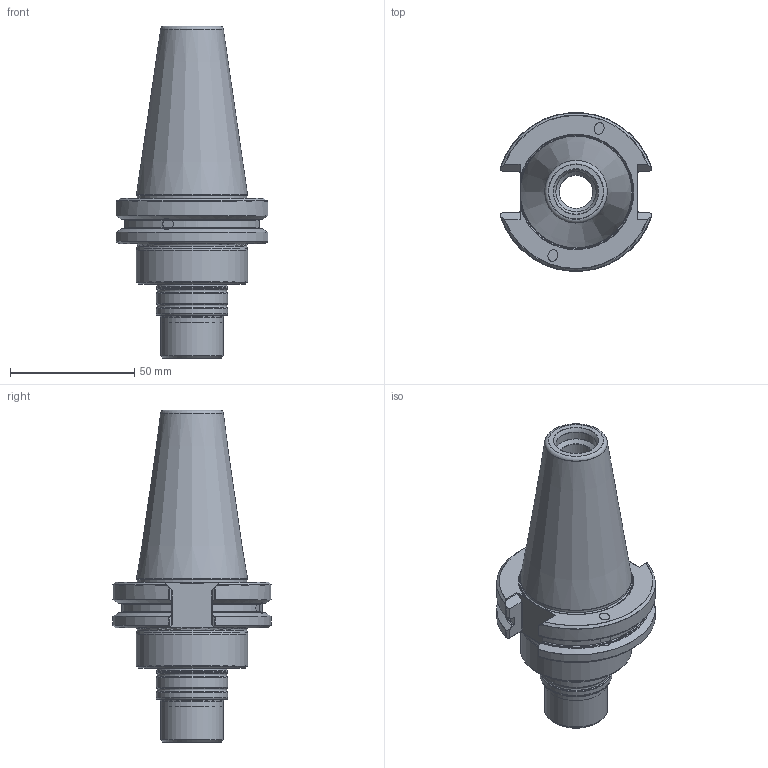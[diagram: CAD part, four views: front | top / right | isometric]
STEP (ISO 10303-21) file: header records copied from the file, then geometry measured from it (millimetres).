
FILE_DESCRIPTION(/* description */ (''),/* implementation_level */ '2;1');
FILE_NAME(/* name */ '434012036.stp',/* time_stamp */ '2021-01-08T12:38:57',/* author */ ('LRA'),/* organization */ ('REGO-FIX'),/* preprocessor_version */ ' Unknown',/* originating_system */ 'SIEMENS PLM Software Solid Edge ST10',/* authorization */ 'Unknown');
FILE_SCHEMA (('AUTOMOTIVE_DESIGN { 1 0 10303 214 2 1 1}'));
Length unit declared in the file: millimetre
Products named in the file (1): NOCUT
Bounding box: 61.04 x 63.58 x 133.35 mm (x, y, z)
Volume: 273302.4 mm3; surface area: 55038.2 mm2
Topology: 2 solids, 2 shells, 219 faces, 580 edges, 369 vertices
Faces by surface type: plane 72, cylinder 59, cone 58, torus 30
Full cylindrical faces by diameter (mm): 3.242 x6, 3.9 x2, 12 x2, 13.375 x2, 13.376 x4, 13.5 x2, 16.2 x1, 16.5 x1, 25 x2, 25.3 x1, 28.5 x3, 28.8 x3, 43.85 x2, 44.45 x1, 44.75 x1
Entity records: 7851 total; most frequent: CARTESIAN_POINT 1453, DIRECTION 986, ORIENTED_EDGE 914, EDGE_CURVE 457, AXIS2_PLACEMENT_3D 414, VERTEX_POINT 343, FACE_BOUND 332, EDGE_LOOP 328
